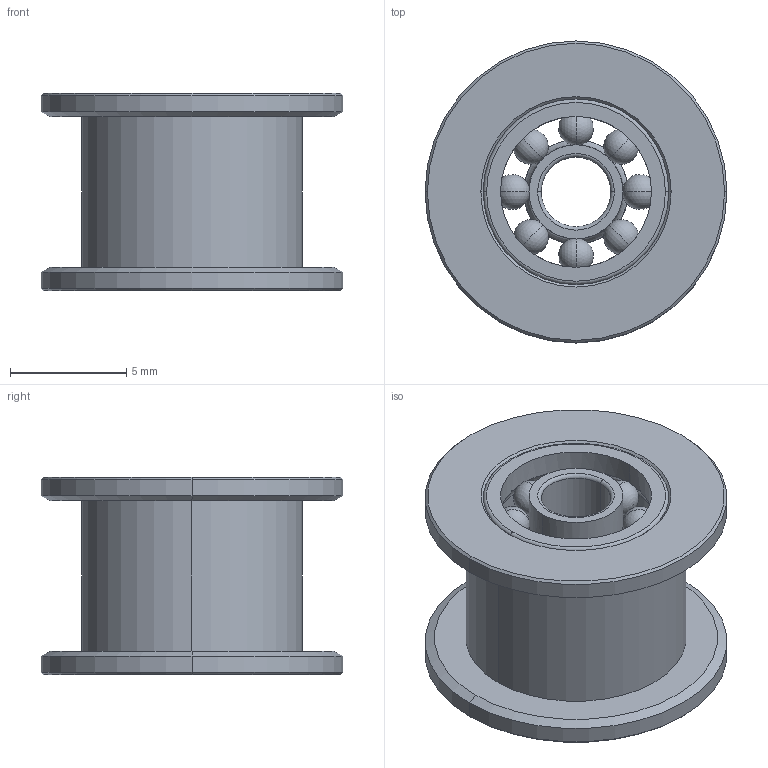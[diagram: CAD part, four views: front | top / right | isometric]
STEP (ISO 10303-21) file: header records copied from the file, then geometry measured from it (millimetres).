
FILE_DESCRIPTION (( 'STEP AP214' ), '1' );
FILE_NAME ('Pulley no teeth GT2 tensor.STEP', '2022-09-09T21:38:53', ( 'ZenBook' ), ( '' ), 'SwSTEP 2.0', 'SolidWorks 2017', '' );
FILE_SCHEMA (( 'AUTOMOTIVE_DESIGN' ));
Length unit declared in the file: millimetre
Products named in the file (1): Pulley no teeth GT2 tensor
Bounding box: 13 x 13 x 8.5 mm (x, y, z)
Volume: 449.1 mm3; surface area: 1350.2 mm2
Topology: 3 solids, 3 shells, 136 faces, 520 edges, 332 vertices
Faces by surface type: torus 48, cylinder 32, sphere 32, cone 12, plane 12
Entity records: 7008 total; most frequent: CARTESIAN_POINT 1597, ORIENTED_EDGE 912, DIRECTION 758, EDGE_CURVE 456, AXIS2_PLACEMENT_3D 357, VERTEX_POINT 300, CIRCLE 220, B_SPLINE_CURVE_WITH_KNOTS 192
